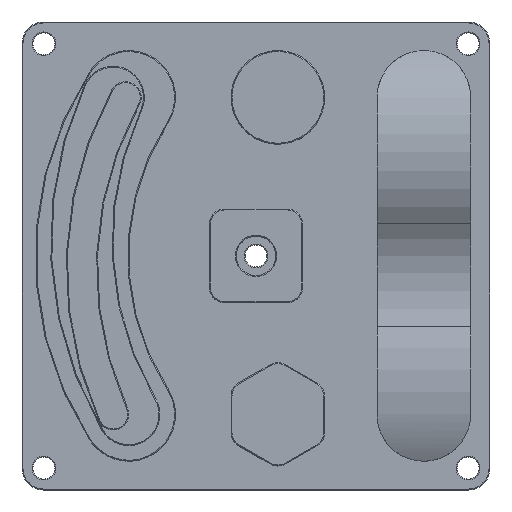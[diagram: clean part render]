
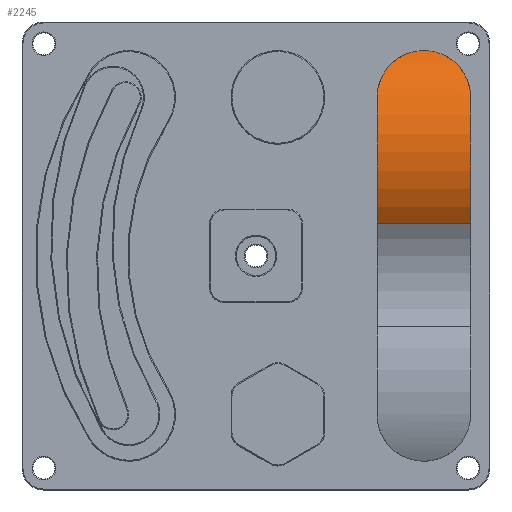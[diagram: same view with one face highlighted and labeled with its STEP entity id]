
A CAD part, top view. The second image highlights one B-rep face of the part: STEP entity #2245.
In plain terms, the highlighted cylindrical face has radius 40 mm (diameter 80 mm), a partial arc.
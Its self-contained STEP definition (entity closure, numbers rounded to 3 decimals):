
#15=B_SPLINE_CURVE_WITH_KNOTS('',3,(#3894,#3895,#3896,#3897,#3898,#3899,
#3900,#3901,#3902,#3903,#3904,#3905,#3906,#3907,#3908,#3909,#3910,#3911,
#3912,#3913,#3914,#3915,#3916,#3917,#3918,#3919,#3920),.UNSPECIFIED.,.F.,
 .F.,(4,2,2,2,2,2,3,2,2,2,2,2,4),(-2.578,-2.23,-1.881,
-1.184,-0.592,-0.296,0.,0.296,
0.592,1.184,1.881,2.23,2.578),
 .UNSPECIFIED.);
#121=CYLINDRICAL_SURFACE('',#2530,40.);
#252=FACE_OUTER_BOUND('',#417,.T.);
#417=EDGE_LOOP('',(#1995,#1996,#1997,#1998));
#598=LINE('',#3924,#775);
#775=VECTOR('',#3227,10.);
#922=CIRCLE('',#2531,40.);
#923=CIRCLE('',#2532,40.);
#1116=VERTEX_POINT('',#3892);
#1117=VERTEX_POINT('',#3893);
#1118=VERTEX_POINT('',#3921);
#1119=VERTEX_POINT('',#3923);
#1418=EDGE_CURVE('',#1116,#1117,#15,.T.);
#1419=EDGE_CURVE('',#1118,#1116,#922,.T.);
#1420=EDGE_CURVE('',#1119,#1118,#598,.T.);
#1421=EDGE_CURVE('',#1117,#1119,#923,.T.);
#1995=ORIENTED_EDGE('',*,*,#1418,.F.);
#1996=ORIENTED_EDGE('',*,*,#1419,.F.);
#1997=ORIENTED_EDGE('',*,*,#1420,.F.);
#1998=ORIENTED_EDGE('',*,*,#1421,.F.);
#2245=ADVANCED_FACE('',(#252),#121,.T.);
#2530=AXIS2_PLACEMENT_3D('',#3891,#3223,#3224);
#2531=AXIS2_PLACEMENT_3D('',#3922,#3225,#3226);
#2532=AXIS2_PLACEMENT_3D('',#3925,#3228,#3229);
#3223=DIRECTION('center_axis',(-1.,0.,0.));
#3224=DIRECTION('ref_axis',(0.,0.944,0.33));
#3225=DIRECTION('center_axis',(-1.,0.,0.));
#3226=DIRECTION('ref_axis',(0.,0.944,0.33));
#3227=DIRECTION('',(-1.,0.,0.));
#3228=DIRECTION('center_axis',(1.,0.,0.));
#3229=DIRECTION('ref_axis',(0.,0.944,0.33));
#3891=CARTESIAN_POINT('Origin',(143.8,109.,-4.196));
#3892=CARTESIAN_POINT('',(113.8,125.8,32.105));
#3893=CARTESIAN_POINT('',(143.8,125.8,32.105));
#3894=CARTESIAN_POINT('Ctrl Pts',(113.8,125.8,32.105));
#3895=CARTESIAN_POINT('Ctrl Pts',(113.8,126.854,31.617));
#3896=CARTESIAN_POINT('Ctrl Pts',(113.912,127.918,31.068));
#3897=CARTESIAN_POINT('Ctrl Pts',(114.358,129.99,29.875));
#3898=CARTESIAN_POINT('Ctrl Pts',(114.691,130.998,29.232));
#3899=CARTESIAN_POINT('Ctrl Pts',(115.975,133.854,27.231));
#3900=CARTESIAN_POINT('Ctrl Pts',(117.218,135.528,25.797));
#3901=CARTESIAN_POINT('Ctrl Pts',(119.863,137.96,23.44));
#3902=CARTESIAN_POINT('Ctrl Pts',(121.394,138.978,22.309));
#3903=CARTESIAN_POINT('Ctrl Pts',(124.001,140.043,21.036));
#3904=CARTESIAN_POINT('Ctrl Pts',(124.923,140.323,20.683));
#3905=CARTESIAN_POINT('Ctrl Pts',(126.829,140.702,20.199));
#3906=CARTESIAN_POINT('Ctrl Pts',(127.813,140.8,20.068));
#3907=CARTESIAN_POINT('Ctrl Pts',(128.8,140.8,20.068));
#3908=CARTESIAN_POINT('Ctrl Pts',(129.787,140.8,20.068));
#3909=CARTESIAN_POINT('Ctrl Pts',(130.771,140.702,20.199));
#3910=CARTESIAN_POINT('Ctrl Pts',(132.677,140.323,20.683));
#3911=CARTESIAN_POINT('Ctrl Pts',(133.599,140.043,21.036));
#3912=CARTESIAN_POINT('Ctrl Pts',(136.206,138.978,22.309));
#3913=CARTESIAN_POINT('Ctrl Pts',(137.737,137.96,23.44));
#3914=CARTESIAN_POINT('Ctrl Pts',(140.382,135.528,25.797));
#3915=CARTESIAN_POINT('Ctrl Pts',(141.625,133.854,27.231));
#3916=CARTESIAN_POINT('Ctrl Pts',(142.909,130.998,29.232));
#3917=CARTESIAN_POINT('Ctrl Pts',(143.242,129.99,29.875));
#3918=CARTESIAN_POINT('Ctrl Pts',(143.688,127.918,31.068));
#3919=CARTESIAN_POINT('Ctrl Pts',(143.8,126.854,31.617));
#3920=CARTESIAN_POINT('Ctrl Pts',(143.8,125.8,32.105));
#3921=CARTESIAN_POINT('',(113.8,85.533,28.197));
#3922=CARTESIAN_POINT('Origin',(113.8,109.,-4.196));
#3923=CARTESIAN_POINT('',(143.8,85.533,28.197));
#3924=CARTESIAN_POINT('',(143.8,85.533,28.197));
#3925=CARTESIAN_POINT('Origin',(143.8,109.,-4.196));
